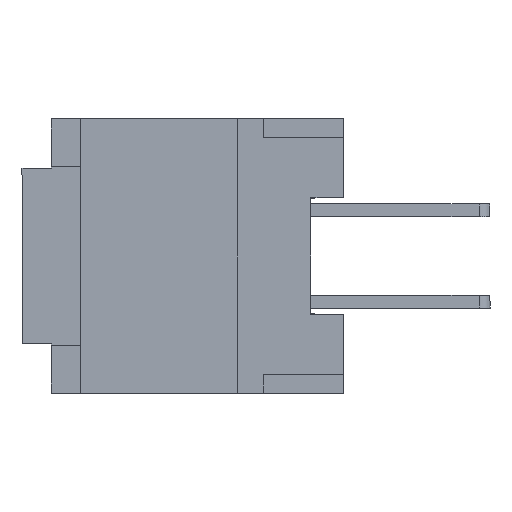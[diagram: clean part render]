
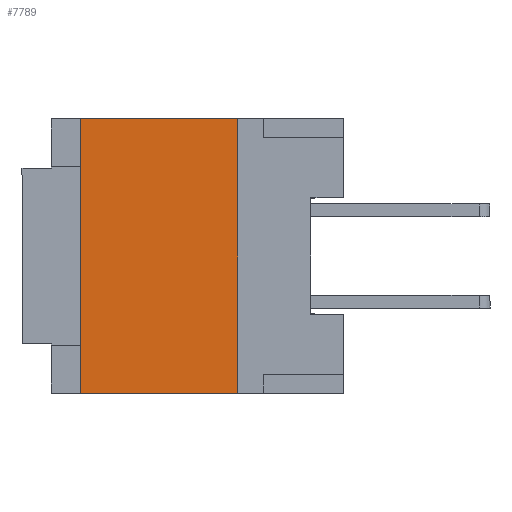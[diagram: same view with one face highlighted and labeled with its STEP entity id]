
A CAD part, left-side view. The second image highlights one B-rep face of the part: STEP entity #7789.
In plain terms, the highlighted planar face has unit normal (-1, 0, 0).
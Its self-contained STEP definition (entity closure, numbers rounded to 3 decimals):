
#3175 = CARTESIAN_POINT ( 'NONE',  ( -9.45, 2.9, -3.8 ) ) ;
#3176 = DIRECTION ( 'NONE',  ( 0., 1., 0. ) ) ;
#3177 = VECTOR ( 'NONE', #3176, 1000. ) ;
#3178 = CARTESIAN_POINT ( 'NONE',  ( -9.45, 0.9, -3.8 ) ) ;
#3179 = LINE ( 'NONE', #3178, #3177 ) ;
#3316 = FACE_OUTER_BOUND ( 'NONE', #7729, .T. ) ;
#3347 = LINE ( 'NONE', #3399, #3398 ) ;
#3349 = CARTESIAN_POINT ( 'NONE',  ( -9.45, 2.9, 3.7 ) ) ;
#3350 = DIRECTION ( 'NONE',  ( 0., -1., 0. ) ) ;
#3351 = VECTOR ( 'NONE', #3350, 1000. ) ;
#3352 = CARTESIAN_POINT ( 'NONE',  ( -9.45, 3.64, 3.7 ) ) ;
#3353 = LINE ( 'NONE', #3352, #3351 ) ;
#3354 = DIRECTION ( 'NONE',  ( 0., 0., -1. ) ) ;
#3355 = DIRECTION ( 'NONE',  ( 1., 0., 0. ) ) ;
#3356 = CARTESIAN_POINT ( 'NONE',  ( -9.45, 0.9, -3.8 ) ) ;
#3357 = AXIS2_PLACEMENT_3D ( 'NONE', #3356, #3355, #3354 ) ;
#3358 = PLANE ( 'NONE',  #3357 ) ;
#3397 = DIRECTION ( 'NONE',  ( 0., 0., 1. ) ) ;
#3398 = VECTOR ( 'NONE', #3397, 1000. ) ;
#3399 = CARTESIAN_POINT ( 'NONE',  ( -9.45, 2.9, 3.7 ) ) ;
#4780 = DIRECTION ( 'NONE',  ( 0., 0., 1. ) ) ;
#4781 = VECTOR ( 'NONE', #4780, 1000. ) ;
#4782 = CARTESIAN_POINT ( 'NONE',  ( -9.45, 7.2, -3.8 ) ) ;
#4783 = LINE ( 'NONE', #4782, #4781 ) ;
#4785 = CARTESIAN_POINT ( 'NONE',  ( -9.45, 7.2, -3.8 ) ) ;
#5588 = CARTESIAN_POINT ( 'NONE',  ( -9.45, 7.2, 3.7 ) ) ;
#7729 = EDGE_LOOP ( 'NONE', ( #7790, #7793, #7794, #7795 ) ) ;
#7730 = EDGE_CURVE ( 'NONE', #7731, #8258, #3179, .T. ) ;
#7731 = VERTEX_POINT ( 'NONE', #3175 ) ;
#7789 = ADVANCED_FACE ( 'NONE', ( #3316 ), #3358, .F. ) ;
#7790 = ORIENTED_EDGE ( 'NONE', *, *, #7791, .F. ) ;
#7791 = EDGE_CURVE ( 'NONE', #8525, #7792, #3353, .T. ) ;
#7792 = VERTEX_POINT ( 'NONE', #3349 ) ;
#7793 = ORIENTED_EDGE ( 'NONE', *, *, #8260, .F. ) ;
#7794 = ORIENTED_EDGE ( 'NONE', *, *, #7730, .F. ) ;
#7795 = ORIENTED_EDGE ( 'NONE', *, *, #7796, .T. ) ;
#7796 = EDGE_CURVE ( 'NONE', #7731, #7792, #3347, .T. ) ;
#8258 = VERTEX_POINT ( 'NONE', #4785 ) ;
#8260 = EDGE_CURVE ( 'NONE', #8258, #8525, #4783, .T. ) ;
#8525 = VERTEX_POINT ( 'NONE', #5588 ) ;
